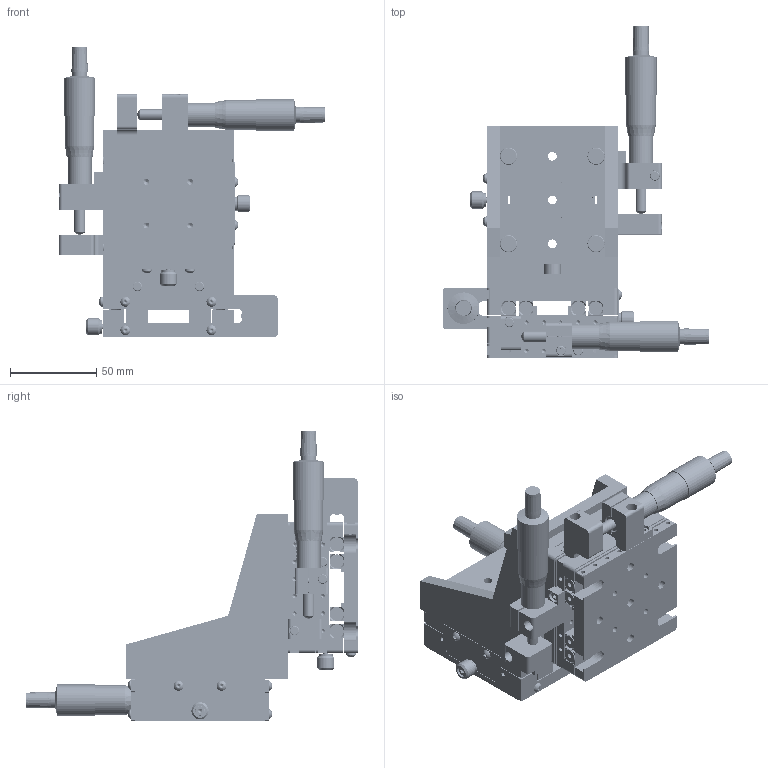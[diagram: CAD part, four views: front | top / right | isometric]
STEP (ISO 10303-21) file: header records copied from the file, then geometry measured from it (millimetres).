
FILE_DESCRIPTION (( 'STEP AP203' ), '1' );
FILE_NAME ('06DTS-3.STEP', '2016-05-09T08:08:47', ( '' ), ( '' ), 'SwSTEP 2.0', 'SolidWorks 2016', '' );
FILE_SCHEMA (( 'CONFIG_CONTROL_DESIGN' ));
Length unit declared in the file: millimetre
Products named in the file (1): 06DTS-3
Bounding box: 154.5 x 192.7 x 168.5 mm (x, y, z)
Volume: 546481.2 mm3; surface area: 264873.7 mm2
Topology: 119 solids, 119 shells, 5016 faces, 12575 edges, 7775 vertices
Faces by surface type: plane 2063, cylinder 1481, cone 1151, bspline 189, torus 98, sphere 34
Entity records: 160385 total; most frequent: CARTESIAN_POINT 39953, DIRECTION 25751, ORIENTED_EDGE 24506, EDGE_CURVE 12253, AXIS2_PLACEMENT_3D 9448, VERTEX_POINT 7775, VECTOR 6855, LINE 6855
